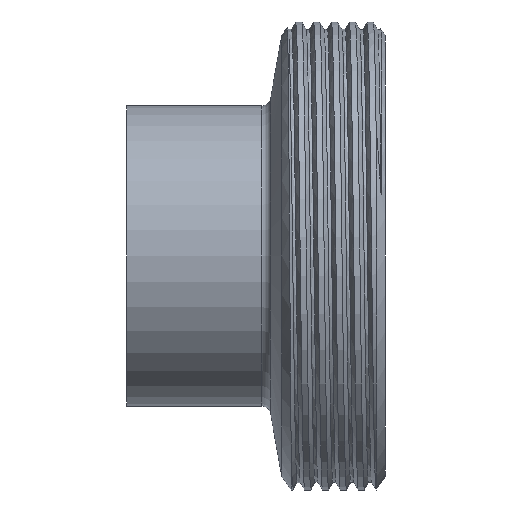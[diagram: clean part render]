
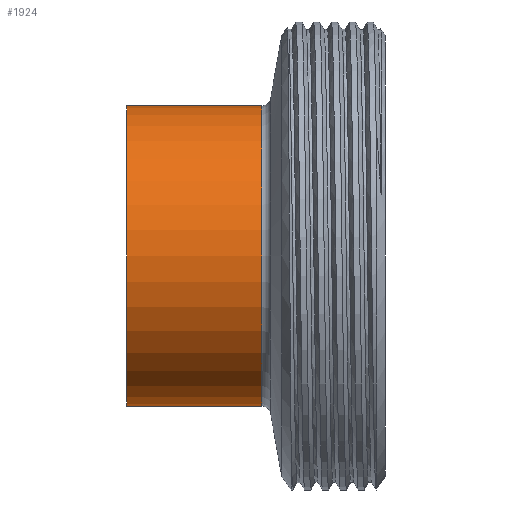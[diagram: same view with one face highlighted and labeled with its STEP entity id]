
A CAD part, front view. The second image highlights one B-rep face of the part: STEP entity #1924.
In plain terms, the highlighted cylindrical face has radius 16.85 mm (diameter 33.7 mm), a partial arc.
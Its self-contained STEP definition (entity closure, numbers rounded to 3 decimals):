
#10 = DIRECTION ( 'NONE',  ( 0., 0., 1. ) ) ;
#27 = CARTESIAN_POINT ( 'NONE',  ( -13.326, -12.398, 0. ) ) ;
#144 = CIRCLE ( 'NONE', #638, 16.85 ) ;
#147 = EDGE_LOOP ( 'NONE', ( #2747, #470, #642, #2500 ) ) ;
#176 = DIRECTION ( 'NONE',  ( -1., 0., 0. ) ) ;
#204 = EDGE_CURVE ( 'NONE', #2759, #1178, #1673, .T. ) ;
#245 = DIRECTION ( 'NONE',  ( -1., 0., 0. ) ) ;
#259 = DIRECTION ( 'NONE',  ( -1., 0., 0. ) ) ;
#410 = CARTESIAN_POINT ( 'NONE',  ( 1.834, -12.398, -16.85 ) ) ;
#412 = CYLINDRICAL_SURFACE ( 'NONE', #1822, 16.85 ) ;
#470 = ORIENTED_EDGE ( 'NONE', *, *, #2638, .T. ) ;
#585 = CARTESIAN_POINT ( 'NONE',  ( 1.834, -12.398, 16.85 ) ) ;
#638 = AXIS2_PLACEMENT_3D ( 'NONE', #27, #245, #10 ) ;
#642 = ORIENTED_EDGE ( 'NONE', *, *, #204, .T. ) ;
#671 = AXIS2_PLACEMENT_3D ( 'NONE', #880, #1300, #1754 ) ;
#750 = EDGE_CURVE ( 'NONE', #969, #763, #2137, .T. ) ;
#763 = VERTEX_POINT ( 'NONE', #2788 ) ;
#852 = VECTOR ( 'NONE', #1210, 1000. ) ;
#880 = CARTESIAN_POINT ( 'NONE',  ( 1.834, -12.398, 0. ) ) ;
#969 = VERTEX_POINT ( 'NONE', #410 ) ;
#1097 = DIRECTION ( 'NONE',  ( 0., 0., 1. ) ) ;
#1178 = VERTEX_POINT ( 'NONE', #1589 ) ;
#1210 = DIRECTION ( 'NONE',  ( -1., 0., 0. ) ) ;
#1223 = CARTESIAN_POINT ( 'NONE',  ( -16.647, -12.398, 16.85 ) ) ;
#1294 = CIRCLE ( 'NONE', #671, 16.85 ) ;
#1300 = DIRECTION ( 'NONE',  ( -1., 0., 0. ) ) ;
#1589 = CARTESIAN_POINT ( 'NONE',  ( -13.326, -12.398, 16.85 ) ) ;
#1656 = CARTESIAN_POINT ( 'NONE',  ( -16.647, -12.398, -16.85 ) ) ;
#1673 = LINE ( 'NONE', #1223, #852 ) ;
#1754 = DIRECTION ( 'NONE',  ( 0., 0., 1. ) ) ;
#1822 = AXIS2_PLACEMENT_3D ( 'NONE', #2374, #259, #1097 ) ;
#1924 = ADVANCED_FACE ( 'NONE', ( #2622 ), #412, .T. ) ;
#2021 = EDGE_CURVE ( 'NONE', #763, #1178, #144, .T. ) ;
#2137 = LINE ( 'NONE', #1656, #2625 ) ;
#2374 = CARTESIAN_POINT ( 'NONE',  ( -16.647, -12.398, 0. ) ) ;
#2500 = ORIENTED_EDGE ( 'NONE', *, *, #2021, .F. ) ;
#2622 = FACE_OUTER_BOUND ( 'NONE', #147, .T. ) ;
#2625 = VECTOR ( 'NONE', #176, 1000. ) ;
#2638 = EDGE_CURVE ( 'NONE', #969, #2759, #1294, .T. ) ;
#2747 = ORIENTED_EDGE ( 'NONE', *, *, #750, .F. ) ;
#2759 = VERTEX_POINT ( 'NONE', #585 ) ;
#2788 = CARTESIAN_POINT ( 'NONE',  ( -13.326, -12.398, -16.85 ) ) ;
